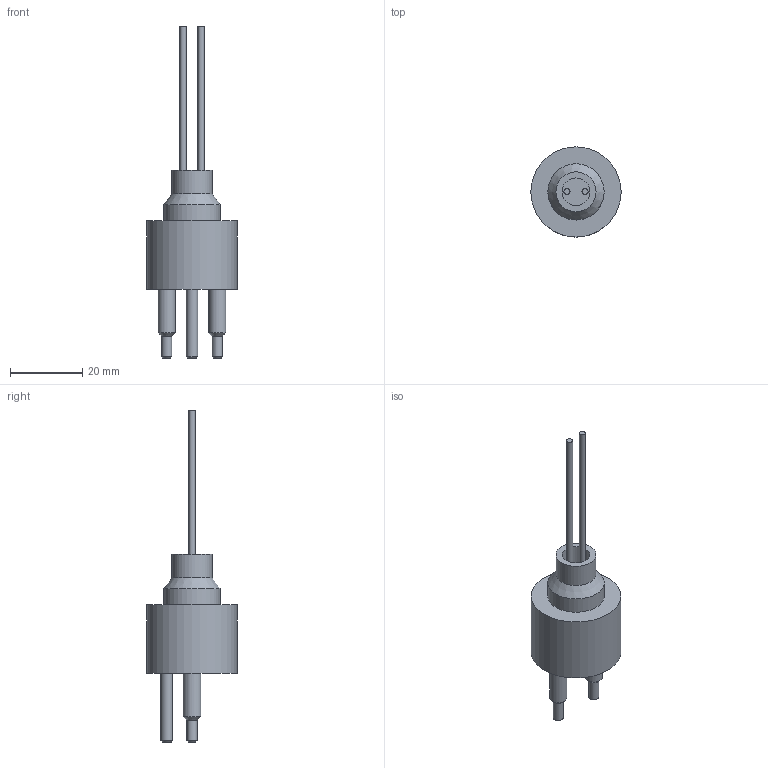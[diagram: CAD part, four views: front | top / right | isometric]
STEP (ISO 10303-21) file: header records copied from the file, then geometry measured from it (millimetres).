
FILE_DESCRIPTION(/* description */ (''),/* implementation_level */ '2;1');
FILE_NAME(/* name */ 'OM2M.stp',/* time_stamp */ '2014-11-27T15:48:18+01:00',/* author */ ('sh'),/* organization */ (''),/* preprocessor_version */ 'ST-DEVELOPER v15.2',/* originating_system */ 'Autodesk Inventor 2014',/* authorisation */ '');
FILE_SCHEMA (('AUTOMOTIVE_DESIGN { 1 0 10303 214 3 1 1 }'));
Length unit declared in the file: millimetre
Products named in the file (1): OM2M
Bounding box: 25 x 25 x 92 mm (x, y, z)
Volume: 11830.9 mm3; surface area: 4302.7 mm2
Topology: 1 solids, 1 shells, 56 faces, 128 edges, 83 vertices
Faces by surface type: plane 27, bspline 12, cylinder 11, cone 6
Full cylindrical faces by diameter (mm): 1.7 x2, 2.8 x2, 3.2 x1, 4.8 x2, 7.7 x1, 11.1 x1, 15.6 x1, 25 x1
Entity records: 1616 total; most frequent: CARTESIAN_POINT 403, ORIENTED_EDGE 218, DIRECTION 200, EDGE_CURVE 109, EDGE_LOOP 82, VERTEX_POINT 81, AXIS2_PLACEMENT_3D 70, LINE 60
